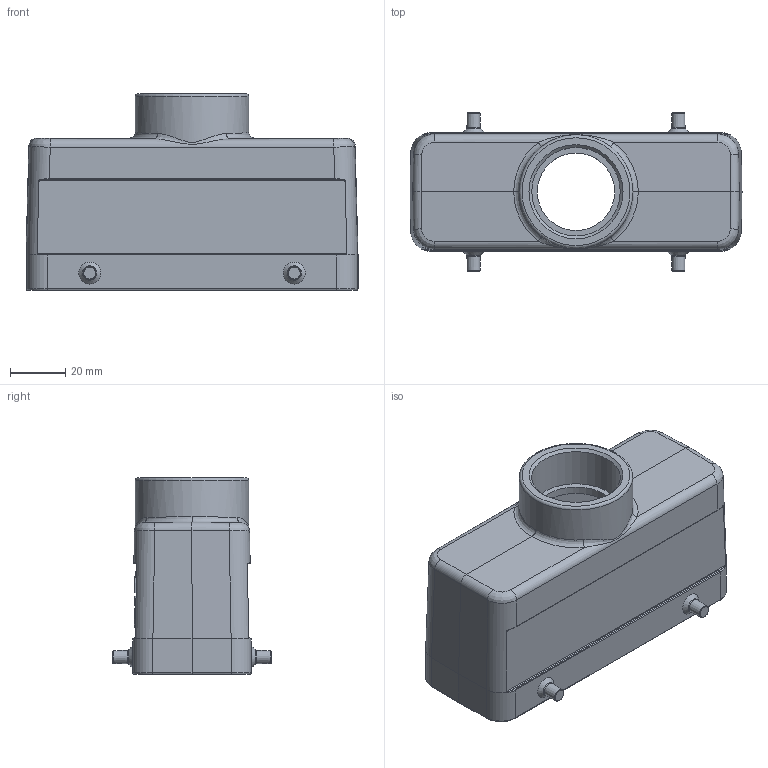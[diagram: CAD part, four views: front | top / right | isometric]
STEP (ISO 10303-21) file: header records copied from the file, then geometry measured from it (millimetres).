
FILE_DESCRIPTION(/* description */ (''),/* implementation_level */ '2;1');
FILE_NAME(/* name */ '100094879ugm000_d.stp',/* time_stamp */ '2017-11-03T06:53:28+01:00',/* author */ (''),/* organization */ (''),/* preprocessor_version */ 'ST-DEVELOPER v16',/* originating_system */ 'SIEMENS PLM Software NX 10.0',/* authorisation */ '');
FILE_SCHEMA (('AUTOMOTIVE_DESIGN { 1 0 10303 214 3 1 1 1 }'));
Length unit declared in the file: millimetre
Products named in the file (1): 100094879ugm000_d
Bounding box: 120 x 57.2 x 71 mm (x, y, z)
Volume: 72731.1 mm3; surface area: 45111.8 mm2
Topology: 1 solids, 1 shells, 333 faces, 848 edges, 537 vertices
Faces by surface type: plane 142, cylinder 85, bspline 78, cone 19, torus 9
Full cylindrical faces by diameter (mm): 3 x4, 28 x1, 32 x1, 41 x1
Entity records: 13668 total; most frequent: CARTESIAN_POINT 5402, ORIENTED_EDGE 1516, DIRECTION 1461, EDGE_CURVE 758, AXIS2_PLACEMENT_3D 527, VERTEX_POINT 483, LINE 407, VECTOR 407
